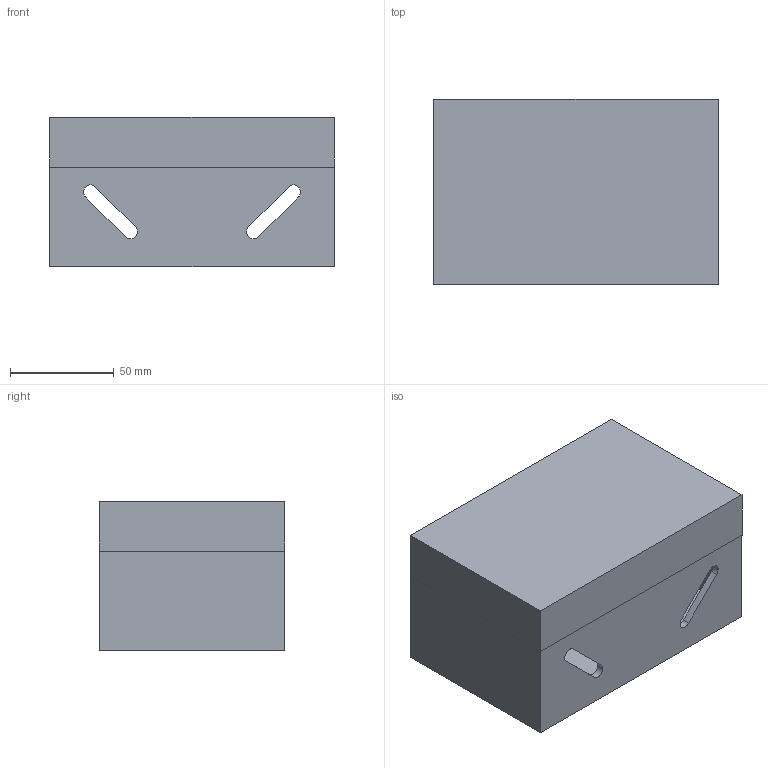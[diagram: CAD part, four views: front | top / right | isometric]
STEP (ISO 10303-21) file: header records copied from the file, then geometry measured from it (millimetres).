
FILE_DESCRIPTION(/* description */ (''),/* implementation_level */ '2;1');
FILE_NAME(/* name */ 'sensor_box.step',/* time_stamp */ '2023-03-21T15:08:18+01:00',/* author */ (''),/* organization */ (''),/* preprocessor_version */ 'ST-DEVELOPER v19.2',/* originating_system */ 'Autodesk Translation Framework v11.17.0.187',/* authorisation */ '');
FILE_SCHEMA (('AUTOMOTIVE_DESIGN { 1 0 10303 214 3 1 1 }'));
Length unit declared in the file: millimetre
Products named in the file (3): sensor_box; Lid; Base
Assembly tree (2 placements, depth 2):
  sensor_box
    Lid
    Base
Bounding box: 137.21 x 89.23 x 71.96 mm (x, y, z)
Volume: 185135.3 mm3; surface area: 114548.3 mm2
Topology: 2 solids, 2 shells, 48 faces, 120 edges, 80 vertices
Faces by surface type: plane 40, cylinder 8
Entity records: 1528 total; most frequent: CARTESIAN_POINT 253, DIRECTION 242, ORIENTED_EDGE 240, EDGE_CURVE 120, LINE 104, VECTOR 104, VERTEX_POINT 80, AXIS2_PLACEMENT_3D 69
